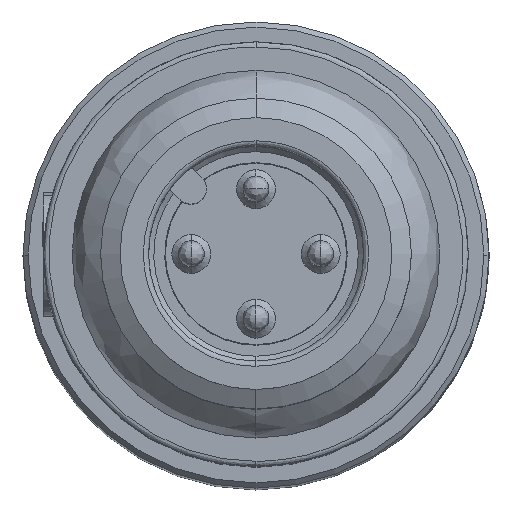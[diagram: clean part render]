
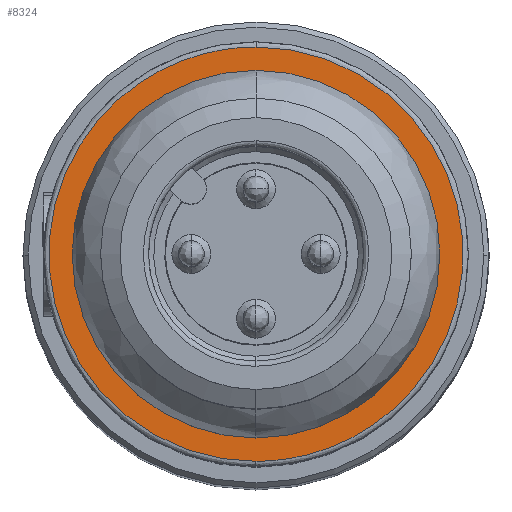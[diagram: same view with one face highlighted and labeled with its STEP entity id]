
A CAD part, top view. The second image highlights one B-rep face of the part: STEP entity #8324.
In plain terms, the highlighted planar face has unit normal (0, 0, 1).
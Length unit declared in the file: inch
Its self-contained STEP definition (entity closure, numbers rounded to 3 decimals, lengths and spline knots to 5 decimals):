
#183 = EDGE_LOOP ( 'NONE', ( #4065, #6965 ) ) ;
#464 = VERTEX_POINT ( 'NONE', #5806 ) ;
#592 = EDGE_LOOP ( 'NONE', ( #7128, #2562 ) ) ;
#785 = CARTESIAN_POINT ( 'NONE',  ( 0.00343, -0.27953, 2.42913 ) ) ;
#819 = CARTESIAN_POINT ( 'NONE',  ( 0.00343, -0.31496, 2.42913 ) ) ;
#1006 = FACE_OUTER_BOUND ( 'NONE', #592, .T. ) ;
#1258 = AXIS2_PLACEMENT_3D ( 'NONE', #4477, #4382, #1495 ) ;
#1329 = VERTEX_POINT ( 'NONE', #8568 ) ;
#1387 =( BOUNDED_CURVE ( )  B_SPLINE_CURVE ( 3, ( #819, #8830, #3027, #2995 ),
 .UNSPECIFIED., .F., .F. ) 
 B_SPLINE_CURVE_WITH_KNOTS ( ( 4, 4 ),
 ( 0., 0.5 ),
 .UNSPECIFIED. ) 
 CURVE ( )  GEOMETRIC_REPRESENTATION_ITEM ( )  RATIONAL_B_SPLINE_CURVE ( ( 1., 0.333, 0.333, 1. ) ) 
 REPRESENTATION_ITEM ( '' )  );
#1395 = CIRCLE ( 'NONE', #1258, 0.27953 ) ;
#1495 = DIRECTION ( 'NONE',  ( 0., 1., 0. ) ) ;
#2275 = DIRECTION ( 'NONE',  ( 0., 0., -1. ) ) ;
#2339 = CARTESIAN_POINT ( 'NONE',  ( 0.00343, 0.31496, 2.42913 ) ) ;
#2506 = FACE_BOUND ( 'NONE', #183, .T. ) ;
#2562 = ORIENTED_EDGE ( 'NONE', *, *, #5418, .F. ) ;
#2932 = DIRECTION ( 'NONE',  ( 0., -1., 0. ) ) ;
#2995 = CARTESIAN_POINT ( 'NONE',  ( 0.00343, 0.31496, 2.42913 ) ) ;
#3027 = CARTESIAN_POINT ( 'NONE',  ( -0.62649, 0.31496, 2.42913 ) ) ;
#3057 = CARTESIAN_POINT ( 'NONE',  ( 0.63335, -0.31496, 2.42913 ) ) ;
#3575 = CIRCLE ( 'NONE', #8214, 0.27953 ) ;
#3724 = CARTESIAN_POINT ( 'NONE',  ( 0.00343, -0.27953, 2.42913 ) ) ;
#3822 = PLANE ( 'NONE',  #7749 ) ;
#3974 = CARTESIAN_POINT ( 'NONE',  ( 0.00343, 0., 2.42913 ) ) ;
#4065 = ORIENTED_EDGE ( 'NONE', *, *, #4592, .F. ) ;
#4227 = EDGE_CURVE ( 'NONE', #5493, #1329, #3575, .T. ) ;
#4382 = DIRECTION ( 'NONE',  ( 0., 0., 1. ) ) ;
#4477 = CARTESIAN_POINT ( 'NONE',  ( 0.00343, 0., 2.42913 ) ) ;
#4483 = CARTESIAN_POINT ( 'NONE',  ( 0.63335, 0.31496, 2.42913 ) ) ;
#4592 = EDGE_CURVE ( 'NONE', #1329, #5493, #1395, .T. ) ;
#5134 = VERTEX_POINT ( 'NONE', #6364 ) ;
#5418 = EDGE_CURVE ( 'NONE', #464, #5134, #9262, .T. ) ;
#5493 = VERTEX_POINT ( 'NONE', #785 ) ;
#5806 = CARTESIAN_POINT ( 'NONE',  ( 0.00343, 0.31496, 2.42913 ) ) ;
#6164 = DIRECTION ( 'NONE',  ( 0., 0., 1. ) ) ;
#6364 = CARTESIAN_POINT ( 'NONE',  ( 0.00343, -0.31496, 2.42913 ) ) ;
#6826 = CARTESIAN_POINT ( 'NONE',  ( 0.00343, -0.31496, 2.42913 ) ) ;
#6965 = ORIENTED_EDGE ( 'NONE', *, *, #4227, .F. ) ;
#7128 = ORIENTED_EDGE ( 'NONE', *, *, #8394, .F. ) ;
#7749 = AXIS2_PLACEMENT_3D ( 'NONE', #3724, #2275, #2932 ) ;
#8214 = AXIS2_PLACEMENT_3D ( 'NONE', #3974, #6164, #9082 ) ;
#8324 = ADVANCED_FACE ( 'NONE', ( #2506, #1006 ), #3822, .F. ) ;
#8394 = EDGE_CURVE ( 'NONE', #5134, #464, #1387, .T. ) ;
#8568 = CARTESIAN_POINT ( 'NONE',  ( 0.00343, 0.27953, 2.42913 ) ) ;
#8830 = CARTESIAN_POINT ( 'NONE',  ( -0.62649, -0.31496, 2.42913 ) ) ;
#9082 = DIRECTION ( 'NONE',  ( 0., 1., 0. ) ) ;
#9262 =( BOUNDED_CURVE ( )  B_SPLINE_CURVE ( 3, ( #2339, #4483, #3057, #6826 ),
 .UNSPECIFIED., .F., .F. ) 
 B_SPLINE_CURVE_WITH_KNOTS ( ( 4, 4 ),
 ( 0.5, 1. ),
 .UNSPECIFIED. ) 
 CURVE ( )  GEOMETRIC_REPRESENTATION_ITEM ( )  RATIONAL_B_SPLINE_CURVE ( ( 1., 0.333, 0.333, 1. ) ) 
 REPRESENTATION_ITEM ( '' )  );
